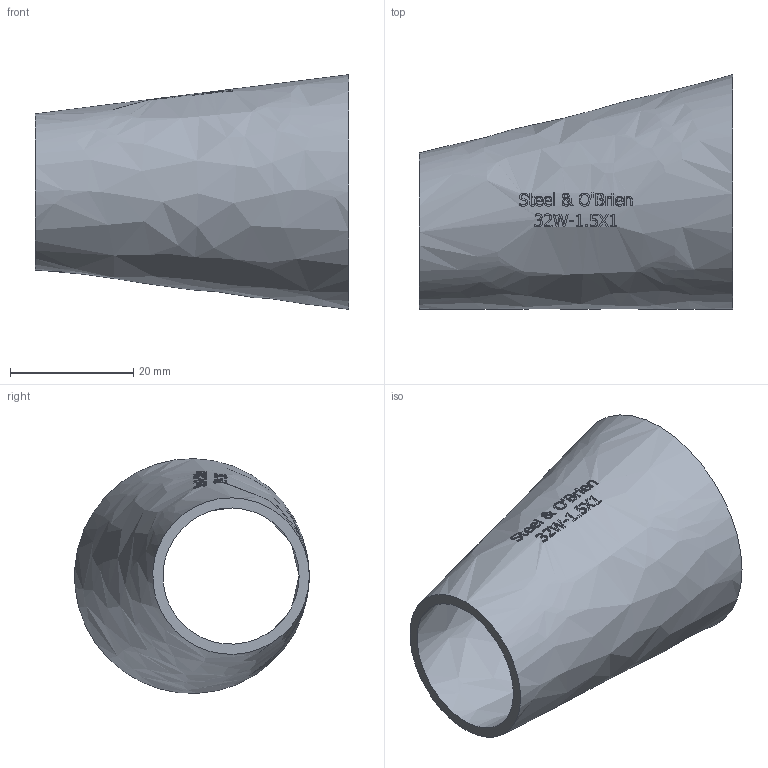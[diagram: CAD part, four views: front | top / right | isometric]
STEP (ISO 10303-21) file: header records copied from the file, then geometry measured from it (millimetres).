
FILE_DESCRIPTION(/* description */ (''),/* implementation_level */ '2;1');
FILE_NAME(/* name */ '32W-1.5X1.stp',/* time_stamp */ '2019-07-31T13:24:35-04:00',/* author */ ('rick'),/* organization */ (''),/* preprocessor_version */ 'ST-DEVELOPER v15.2',/* originating_system */ 'Autodesk Inventor 2014',/* authorisation */ '');
FILE_SCHEMA (('AUTOMOTIVE_DESIGN { 1 0 10303 214 3 1 1 }'));
Length unit declared in the file: inch
Products named in the file (1): 32W-1.5X1
Bounding box: 50.8 x 38.06 x 38.07 mm (x, y, z)
Volume: 7928.3 mm3; surface area: 10053.7 mm2
Topology: 1 solids, 1 shells, 359 faces, 994 edges, 664 vertices
Faces by surface type: bspline 203, plane 156
Entity records: 14822 total; most frequent: CARTESIAN_POINT 7273, ORIENTED_EDGE 1988, EDGE_CURVE 994, DIRECTION 836, VERTEX_POINT 664, B_SPLINE_CURVE_WITH_KNOTS 508, EDGE_LOOP 388, ADVANCED_FACE 359
